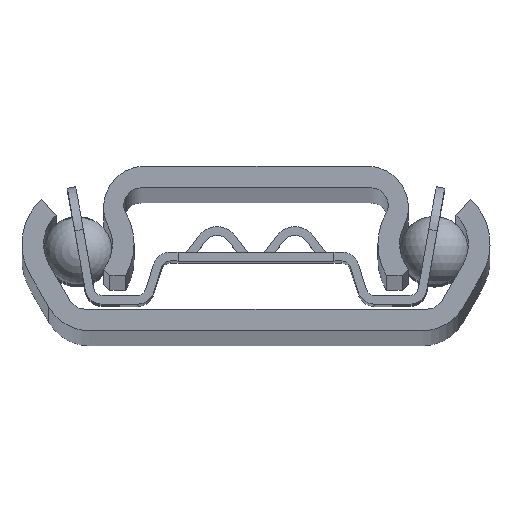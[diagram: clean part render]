
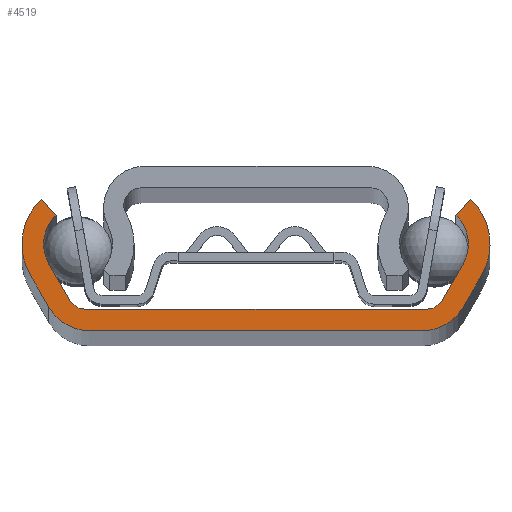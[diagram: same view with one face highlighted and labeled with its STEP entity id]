
A CAD part, top view. The second image highlights one B-rep face of the part: STEP entity #4519.
In plain terms, the highlighted face is planar.
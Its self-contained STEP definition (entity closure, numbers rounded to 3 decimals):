
#169=PLANE('',#4776);
#293=CIRCLE('',#4745,2.3);
#295=CIRCLE('',#4749,3.55);
#297=CIRCLE('',#4753,2.7);
#300=CIRCLE('',#4758,3.55);
#301=CIRCLE('',#4761,1.);
#303=CIRCLE('',#4765,1.);
#306=CIRCLE('',#4770,2.3);
#307=CIRCLE('',#4773,2.7);
#480=FACE_OUTER_BOUND('',#713,.T.);
#713=EDGE_LOOP('',(#3139,#3140,#3141,#3142,#3143,#3144,#3145,#3146,#3147,
#3148,#3149,#3150,#3151,#3152,#3153,#3154));
#1009=LINE('',#6657,#1475);
#1013=LINE('',#6669,#1479);
#1016=LINE('',#6681,#1482);
#1019=LINE('',#6690,#1485);
#1023=LINE('',#6702,#1489);
#1027=LINE('',#6714,#1493);
#1030=LINE('',#6723,#1496);
#1034=LINE('',#6734,#1500);
#1475=VECTOR('',#5225,1.25);
#1479=VECTOR('',#5237,1.25);
#1482=VECTOR('',#5248,2.165);
#1485=VECTOR('',#5259,2.425);
#1489=VECTOR('',#5271,19.757);
#1493=VECTOR('',#5283,2.425);
#1496=VECTOR('',#5294,2.165);
#1500=VECTOR('',#5306,19.237);
#1948=VERTEX_POINT('',#6647);
#1949=VERTEX_POINT('',#6649);
#1951=VERTEX_POINT('',#6655);
#1952=VERTEX_POINT('',#6659);
#1953=VERTEX_POINT('',#6661);
#1955=VERTEX_POINT('',#6667);
#1956=VERTEX_POINT('',#6671);
#1957=VERTEX_POINT('',#6672);
#1960=VERTEX_POINT('',#6680);
#1962=VERTEX_POINT('',#6689);
#1964=VERTEX_POINT('',#6695);
#1966=VERTEX_POINT('',#6701);
#1968=VERTEX_POINT('',#6707);
#1970=VERTEX_POINT('',#6713);
#1972=VERTEX_POINT('',#6722);
#1974=VERTEX_POINT('',#6728);
#2403=EDGE_CURVE('',#1948,#1949,#293,.T.);
#2407=EDGE_CURVE('',#1951,#1948,#1009,.T.);
#2409=EDGE_CURVE('',#1952,#1953,#295,.T.);
#2413=EDGE_CURVE('',#1955,#1952,#1013,.T.);
#2414=EDGE_CURVE('',#1956,#1957,#297,.T.);
#2418=EDGE_CURVE('',#1957,#1960,#1016,.T.);
#2422=EDGE_CURVE('',#1960,#1951,#300,.T.);
#2423=EDGE_CURVE('',#1949,#1962,#1019,.T.);
#2426=EDGE_CURVE('',#1962,#1964,#301,.T.);
#2429=EDGE_CURVE('',#1964,#1966,#1023,.T.);
#2432=EDGE_CURVE('',#1966,#1968,#303,.T.);
#2435=EDGE_CURVE('',#1968,#1970,#1027,.T.);
#2439=EDGE_CURVE('',#1970,#1955,#306,.T.);
#2440=EDGE_CURVE('',#1953,#1972,#1030,.T.);
#2443=EDGE_CURVE('',#1972,#1974,#307,.T.);
#2446=EDGE_CURVE('',#1974,#1956,#1034,.T.);
#3139=ORIENTED_EDGE('',*,*,#2414,.F.);
#3140=ORIENTED_EDGE('',*,*,#2446,.F.);
#3141=ORIENTED_EDGE('',*,*,#2443,.F.);
#3142=ORIENTED_EDGE('',*,*,#2440,.F.);
#3143=ORIENTED_EDGE('',*,*,#2409,.F.);
#3144=ORIENTED_EDGE('',*,*,#2413,.F.);
#3145=ORIENTED_EDGE('',*,*,#2439,.F.);
#3146=ORIENTED_EDGE('',*,*,#2435,.F.);
#3147=ORIENTED_EDGE('',*,*,#2432,.F.);
#3148=ORIENTED_EDGE('',*,*,#2429,.F.);
#3149=ORIENTED_EDGE('',*,*,#2426,.F.);
#3150=ORIENTED_EDGE('',*,*,#2423,.F.);
#3151=ORIENTED_EDGE('',*,*,#2403,.F.);
#3152=ORIENTED_EDGE('',*,*,#2407,.F.);
#3153=ORIENTED_EDGE('',*,*,#2422,.F.);
#3154=ORIENTED_EDGE('',*,*,#2418,.F.);
#4519=ADVANCED_FACE('',(#480),#169,.F.);
#4745=AXIS2_PLACEMENT_3D('',#6650,#5217,#5218);
#4749=AXIS2_PLACEMENT_3D('',#6662,#5229,#5230);
#4753=AXIS2_PLACEMENT_3D('',#6673,#5240,#5241);
#4758=AXIS2_PLACEMENT_3D('',#6687,#5255,#5256);
#4761=AXIS2_PLACEMENT_3D('',#6696,#5264,#5265);
#4765=AXIS2_PLACEMENT_3D('',#6708,#5276,#5277);
#4770=AXIS2_PLACEMENT_3D('',#6720,#5290,#5291);
#4773=AXIS2_PLACEMENT_3D('',#6729,#5299,#5300);
#4776=AXIS2_PLACEMENT_3D('',#6736,#5308,#5309);
#5217=DIRECTION('center_axis',(0.,0.,-1.));
#5218=DIRECTION('ref_axis',(-0.866,0.5,0.));
#5225=DIRECTION('',(-0.665,-0.746,0.));
#5229=DIRECTION('center_axis',(0.,0.,1.));
#5230=DIRECTION('ref_axis',(-0.681,0.732,0.));
#5237=DIRECTION('',(-0.665,0.746,0.));
#5240=DIRECTION('center_axis',(0.,0.,1.));
#5241=DIRECTION('ref_axis',(0.,-1.,0.));
#5248=DIRECTION('',(0.5,0.866,0.));
#5255=DIRECTION('center_axis',(0.,0.,1.));
#5256=DIRECTION('ref_axis',(0.866,-0.5,0.));
#5259=DIRECTION('',(-0.5,-0.866,0.));
#5264=DIRECTION('center_axis',(0.,0.,-1.));
#5265=DIRECTION('ref_axis',(0.,1.,0.));
#5271=DIRECTION('',(-1.,0.,0.));
#5276=DIRECTION('center_axis',(0.,0.,-1.));
#5277=DIRECTION('ref_axis',(0.866,0.5,0.));
#5283=DIRECTION('',(-0.5,0.866,0.));
#5290=DIRECTION('center_axis',(0.,0.,-1.));
#5291=DIRECTION('ref_axis',(0.689,-0.725,0.));
#5294=DIRECTION('',(0.5,-0.866,0.));
#5299=DIRECTION('center_axis',(0.,0.,1.));
#5300=DIRECTION('ref_axis',(-0.866,-0.5,0.));
#5306=DIRECTION('',(1.,0.,0.));
#5308=DIRECTION('center_axis',(0.,0.,1.));
#5309=DIRECTION('ref_axis',(1.,0.,0.));
#6647=CARTESIAN_POINT('',(11.55,6.667,-500.));
#6649=CARTESIAN_POINT('',(11.957,3.85,-500.));
#6650=CARTESIAN_POINT('Origin',(9.965,5.,-500.));
#6655=CARTESIAN_POINT('',(12.382,7.6,-500.));
#6657=CARTESIAN_POINT('',(12.382,7.6,-500.));
#6659=CARTESIAN_POINT('',(-12.382,7.6,-500.));
#6661=CARTESIAN_POINT('',(-13.039,3.225,-500.));
#6662=CARTESIAN_POINT('Origin',(-9.965,5.,-500.));
#6667=CARTESIAN_POINT('',(-11.55,6.667,-500.));
#6669=CARTESIAN_POINT('',(-11.55,6.667,-500.));
#6671=CARTESIAN_POINT('',(9.619,0.,-500.));
#6672=CARTESIAN_POINT('',(11.957,1.35,-500.));
#6673=CARTESIAN_POINT('Origin',(9.619,2.7,-500.));
#6680=CARTESIAN_POINT('',(13.039,3.225,-500.));
#6681=CARTESIAN_POINT('',(11.957,1.35,-500.));
#6687=CARTESIAN_POINT('Origin',(9.965,5.,-500.));
#6689=CARTESIAN_POINT('',(10.744,1.75,-500.));
#6690=CARTESIAN_POINT('',(11.957,3.85,-500.));
#6695=CARTESIAN_POINT('',(9.878,1.25,-500.));
#6696=CARTESIAN_POINT('Origin',(9.878,2.25,-500.));
#6701=CARTESIAN_POINT('',(-9.878,1.25,-500.));
#6702=CARTESIAN_POINT('',(0.,1.25,-500.));
#6707=CARTESIAN_POINT('',(-10.744,1.75,-500.));
#6708=CARTESIAN_POINT('Origin',(-9.878,2.25,-500.));
#6713=CARTESIAN_POINT('',(-11.957,3.85,-500.));
#6714=CARTESIAN_POINT('',(-10.744,1.75,-500.));
#6720=CARTESIAN_POINT('Origin',(-9.965,5.,-500.));
#6722=CARTESIAN_POINT('',(-11.957,1.35,-500.));
#6723=CARTESIAN_POINT('',(-13.039,3.225,-500.));
#6728=CARTESIAN_POINT('',(-9.619,0.,-500.));
#6729=CARTESIAN_POINT('Origin',(-9.619,2.7,-500.));
#6734=CARTESIAN_POINT('',(0.,0.,-500.));
#6736=CARTESIAN_POINT('Origin',(0.,2.114,-500.));
